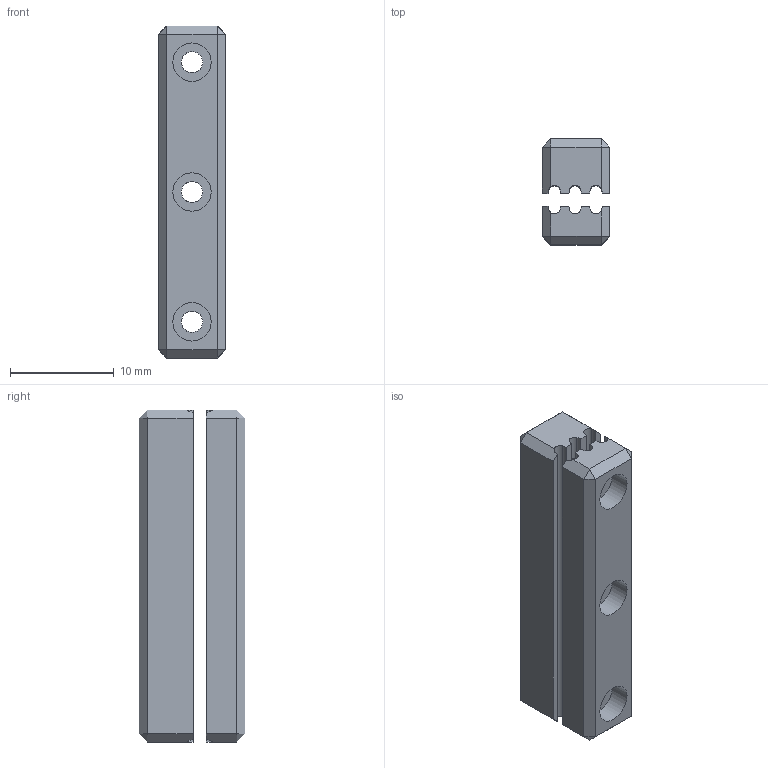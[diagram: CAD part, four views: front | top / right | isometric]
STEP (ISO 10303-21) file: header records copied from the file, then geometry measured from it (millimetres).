
FILE_DESCRIPTION(/* description */ (''),/* implementation_level */ '2;1');
FILE_NAME(/* name */ 'm2_belt_clamp_v70.step',/* time_stamp */ '2024-03-16T20:07:35+01:00',/* author */ (''),/* organization */ (''),/* preprocessor_version */ 'ST-DEVELOPER v20',/* originating_system */ 'Autodesk Translation Framework v12.20.1.177',/* authorisation */ '');
FILE_SCHEMA (('AUTOMOTIVE_DESIGN { 1 0 10303 214 3 1 1 }'));
Length unit declared in the file: millimetre
Products named in the file (3): m2_belt_clamp; m2_belt_clamp_a; m2_belt_clamp_b
Assembly tree (2 placements, depth 2):
  m2_belt_clamp
    m2_belt_clamp_a
    m2_belt_clamp_b
Bounding box: 6.5 x 10.21 x 32 mm (x, y, z)
Volume: 1464.3 mm3; surface area: 1800.3 mm2
Topology: 2 solids, 2 shells, 96 faces, 252 edges, 160 vertices
Faces by surface type: plane 48, cylinder 48
Full cylindrical faces by diameter (mm): 2.05 x6, 3.5 x3, 3.7 x3
Entity records: 3257 total; most frequent: CARTESIAN_POINT 789, ORIENTED_EDGE 504, DIRECTION 498, EDGE_CURVE 252, AXIS2_PLACEMENT_3D 181, VERTEX_POINT 160, LINE 136, VECTOR 136
